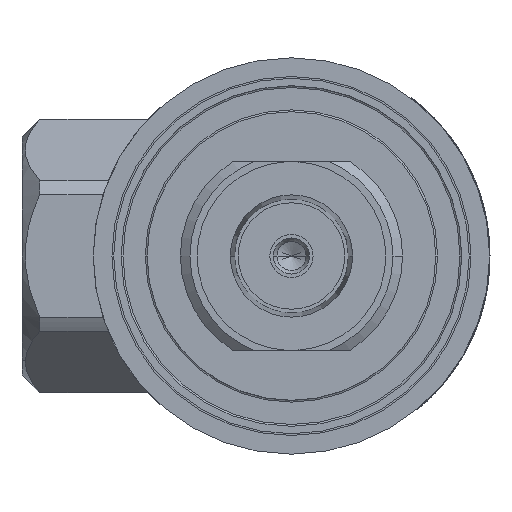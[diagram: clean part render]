
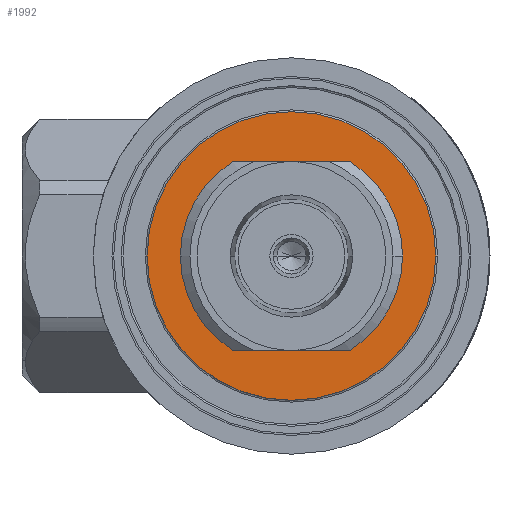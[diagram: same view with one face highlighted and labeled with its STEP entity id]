
A CAD part, left-side view. The second image highlights one B-rep face of the part: STEP entity #1992.
In plain terms, the highlighted planar face has unit normal (-1, 0, 0).
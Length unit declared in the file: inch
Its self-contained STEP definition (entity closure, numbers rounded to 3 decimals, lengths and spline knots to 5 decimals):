
#1223 = DIRECTION ( 'NONE',  ( 0., 0., 1. ) ) ;
#1257 = CARTESIAN_POINT ( 'NONE',  ( 0.06543, 0., 0. ) ) ;
#1281 = ORIENTED_EDGE ( 'NONE', *, *, #20966, .F. ) ;
#1543 = CIRCLE ( 'NONE', #16266, 0.406 ) ;
#1992 = ADVANCED_FACE ( 'NONE', ( #15213, #5164 ), #21058, .F. ) ;
#2061 = DIRECTION ( 'NONE',  ( 0., 0., 1. ) ) ;
#2409 = DIRECTION ( 'NONE',  ( 0., 0., -1. ) ) ;
#2536 = LINE ( 'NONE', #8321, #12048 ) ;
#2554 = AXIS2_PLACEMENT_3D ( 'NONE', #19475, #3469, #1223 ) ;
#2567 = CARTESIAN_POINT ( 'NONE',  ( 0.06543, 0., 0.406 ) ) ;
#2630 = AXIS2_PLACEMENT_3D ( 'NONE', #1257, #9151, #14986 ) ;
#3014 = DIRECTION ( 'NONE',  ( -1., 0., 0. ) ) ;
#3223 = CARTESIAN_POINT ( 'NONE',  ( 0.06543, 0., -0.406 ) ) ;
#3469 = DIRECTION ( 'NONE',  ( -1., 0., 0. ) ) ;
#3630 = ORIENTED_EDGE ( 'NONE', *, *, #22613, .F. ) ;
#4285 = CARTESIAN_POINT ( 'NONE',  ( 0.06543, 0.265, 0.09042 ) ) ;
#4537 = CARTESIAN_POINT ( 'NONE',  ( 0.06543, 0., 0. ) ) ;
#4567 = DIRECTION ( 'NONE',  ( -1., 0., 0. ) ) ;
#4667 = DIRECTION ( 'NONE',  ( 0., 0., 1. ) ) ;
#5164 = FACE_OUTER_BOUND ( 'NONE', #17386, .T. ) ;
#5229 = CARTESIAN_POINT ( 'NONE',  ( 0.06543, -0.265, 0.09042 ) ) ;
#5365 = VERTEX_POINT ( 'NONE', #15953 ) ;
#7314 = AXIS2_PLACEMENT_3D ( 'NONE', #22701, #4567, #2061 ) ;
#7507 = CARTESIAN_POINT ( 'NONE',  ( 0.06543, 0.265, 0. ) ) ;
#8321 = CARTESIAN_POINT ( 'NONE',  ( 0.06543, -0.265, 0.16562 ) ) ;
#9151 = DIRECTION ( 'NONE',  ( -1., 0., 0. ) ) ;
#9287 = EDGE_CURVE ( 'NONE', #5365, #25618, #24512, .T. ) ;
#9561 = ORIENTED_EDGE ( 'NONE', *, *, #11248, .T. ) ;
#11248 = EDGE_CURVE ( 'NONE', #25073, #13018, #1543, .T. ) ;
#11563 = EDGE_CURVE ( 'NONE', #16670, #12904, #2536, .T. ) ;
#12048 = VECTOR ( 'NONE', #2409, 39.37008 ) ;
#12350 = CARTESIAN_POINT ( 'NONE',  ( 0.06543, 0.265, -0.09042 ) ) ;
#12904 = VERTEX_POINT ( 'NONE', #13805 ) ;
#13018 = VERTEX_POINT ( 'NONE', #2567 ) ;
#13241 = CARTESIAN_POINT ( 'NONE',  ( 0.06543, 0.28, 0. ) ) ;
#13593 = DIRECTION ( 'NONE',  ( 0., 0., -1. ) ) ;
#13805 = CARTESIAN_POINT ( 'NONE',  ( 0.06543, -0.265, -0.09042 ) ) ;
#14010 = CIRCLE ( 'NONE', #2630, 0.406 ) ;
#14068 = ORIENTED_EDGE ( 'NONE', *, *, #11563, .T. ) ;
#14596 = VERTEX_POINT ( 'NONE', #12350 ) ;
#14986 = DIRECTION ( 'NONE',  ( 0., 0., 1. ) ) ;
#15213 = FACE_BOUND ( 'NONE', #17871, .T. ) ;
#15953 = CARTESIAN_POINT ( 'NONE',  ( 0.06543, 0., 0.28 ) ) ;
#16266 = AXIS2_PLACEMENT_3D ( 'NONE', #4537, #22549, #4667 ) ;
#16670 = VERTEX_POINT ( 'NONE', #5229 ) ;
#17386 = EDGE_LOOP ( 'NONE', ( #23159, #9561 ) ) ;
#17430 = AXIS2_PLACEMENT_3D ( 'NONE', #21270, #3014, #25228 ) ;
#17871 = EDGE_LOOP ( 'NONE', ( #1281, #14068, #22484, #3630, #19367 ) ) ;
#18389 = EDGE_CURVE ( 'NONE', #13018, #25073, #14010, .T. ) ;
#19367 = ORIENTED_EDGE ( 'NONE', *, *, #9287, .F. ) ;
#19475 = CARTESIAN_POINT ( 'NONE',  ( 0.06543, 0., 0. ) ) ;
#20316 = AXIS2_PLACEMENT_3D ( 'NONE', #13241, #21329, #23056 ) ;
#20966 = EDGE_CURVE ( 'NONE', #16670, #5365, #22088, .T. ) ;
#21058 = PLANE ( 'NONE',  #20316 ) ;
#21263 = EDGE_CURVE ( 'NONE', #14596, #12904, #23382, .T. ) ;
#21270 = CARTESIAN_POINT ( 'NONE',  ( 0.06543, 0., 0. ) ) ;
#21329 = DIRECTION ( 'NONE',  ( 1., 0., 0. ) ) ;
#22088 = CIRCLE ( 'NONE', #17430, 0.28 ) ;
#22484 = ORIENTED_EDGE ( 'NONE', *, *, #21263, .F. ) ;
#22549 = DIRECTION ( 'NONE',  ( -1., 0., 0. ) ) ;
#22567 = VECTOR ( 'NONE', #13593, 39.37008 ) ;
#22613 = EDGE_CURVE ( 'NONE', #25618, #14596, #25650, .T. ) ;
#22701 = CARTESIAN_POINT ( 'NONE',  ( 0.06543, 0., 0. ) ) ;
#23056 = DIRECTION ( 'NONE',  ( 0., 0., -1. ) ) ;
#23159 = ORIENTED_EDGE ( 'NONE', *, *, #18389, .T. ) ;
#23382 = CIRCLE ( 'NONE', #7314, 0.28 ) ;
#24512 = CIRCLE ( 'NONE', #2554, 0.28 ) ;
#25073 = VERTEX_POINT ( 'NONE', #3223 ) ;
#25228 = DIRECTION ( 'NONE',  ( 0., 0., 1. ) ) ;
#25618 = VERTEX_POINT ( 'NONE', #4285 ) ;
#25650 = LINE ( 'NONE', #7507, #22567 ) ;
